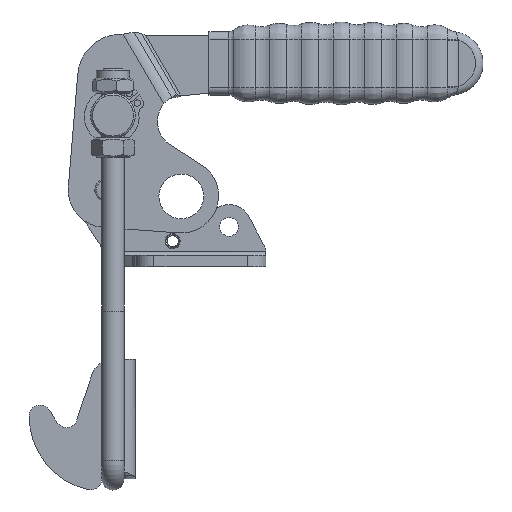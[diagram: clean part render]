
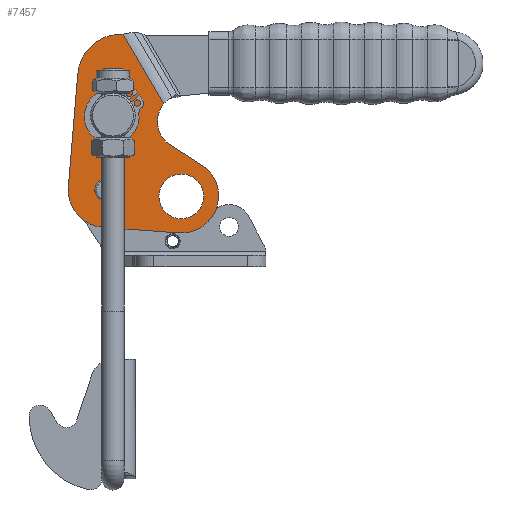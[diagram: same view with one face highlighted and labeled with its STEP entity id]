
A CAD part, front view. The second image highlights one B-rep face of the part: STEP entity #7457.
In plain terms, the highlighted planar face has unit normal (0, -1, 0).
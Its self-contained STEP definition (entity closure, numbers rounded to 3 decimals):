
#654=FACE_BOUND('',#1261,.T.);
#655=FACE_BOUND('',#1262,.T.);
#656=FACE_BOUND('',#1263,.T.);
#794=FACE_OUTER_BOUND('',#1260,.T.);
#1260=EDGE_LOOP('',(#5518,#5519,#5520,#5521,#5522,#5523,#5524,#5525,#5526));
#1261=EDGE_LOOP('',(#5527,#5528));
#1262=EDGE_LOOP('',(#5529,#5530));
#1263=EDGE_LOOP('',(#5531));
#1753=CIRCLE('',#8164,6.);
#1754=CIRCLE('',#8166,11.7);
#1755=CIRCLE('',#8167,10.);
#1756=CIRCLE('',#8168,10.);
#1757=CIRCLE('',#8169,7.695);
#1758=CIRCLE('',#8170,6.);
#1759=CIRCLE('',#8171,3.);
#1760=CIRCLE('',#8172,3.);
#1761=CIRCLE('',#8173,6.);
#2303=LINE('',#12123,#2811);
#2304=LINE('',#12125,#2812);
#2305=LINE('',#12129,#2813);
#2306=LINE('',#12133,#2814);
#2307=LINE('',#12137,#2815);
#2811=VECTOR('',#9453,10.);
#2812=VECTOR('',#9454,10.);
#2813=VECTOR('',#9457,10.);
#2814=VECTOR('',#9460,10.);
#2815=VECTOR('',#9463,10.);
#3344=VERTEX_POINT('',#12115);
#3345=VERTEX_POINT('',#12117);
#3346=VERTEX_POINT('',#12121);
#3347=VERTEX_POINT('',#12122);
#3348=VERTEX_POINT('',#12124);
#3349=VERTEX_POINT('',#12126);
#3350=VERTEX_POINT('',#12128);
#3351=VERTEX_POINT('',#12130);
#3352=VERTEX_POINT('',#12132);
#3353=VERTEX_POINT('',#12134);
#3354=VERTEX_POINT('',#12136);
#3355=VERTEX_POINT('',#12140);
#3356=VERTEX_POINT('',#12141);
#3357=VERTEX_POINT('',#12144);
#4136=EDGE_CURVE('',#3345,#3344,#1753,.T.);
#4138=EDGE_CURVE('',#3346,#3347,#2303,.T.);
#4139=EDGE_CURVE('',#3348,#3347,#2304,.T.);
#4140=EDGE_CURVE('',#3349,#3348,#1754,.T.);
#4141=EDGE_CURVE('',#3350,#3349,#2305,.T.);
#4142=EDGE_CURVE('',#3351,#3350,#1755,.T.);
#4143=EDGE_CURVE('',#3352,#3351,#2306,.T.);
#4144=EDGE_CURVE('',#3353,#3352,#1756,.T.);
#4145=EDGE_CURVE('',#3354,#3353,#2307,.T.);
#4146=EDGE_CURVE('',#3346,#3354,#1757,.T.);
#4147=EDGE_CURVE('',#3344,#3345,#1758,.T.);
#4148=EDGE_CURVE('',#3355,#3356,#1759,.T.);
#4149=EDGE_CURVE('',#3356,#3355,#1760,.T.);
#4150=EDGE_CURVE('',#3357,#3357,#1761,.T.);
#5518=ORIENTED_EDGE('',*,*,#4138,.T.);
#5519=ORIENTED_EDGE('',*,*,#4139,.F.);
#5520=ORIENTED_EDGE('',*,*,#4140,.F.);
#5521=ORIENTED_EDGE('',*,*,#4141,.F.);
#5522=ORIENTED_EDGE('',*,*,#4142,.F.);
#5523=ORIENTED_EDGE('',*,*,#4143,.F.);
#5524=ORIENTED_EDGE('',*,*,#4144,.F.);
#5525=ORIENTED_EDGE('',*,*,#4145,.F.);
#5526=ORIENTED_EDGE('',*,*,#4146,.F.);
#5527=ORIENTED_EDGE('',*,*,#4136,.T.);
#5528=ORIENTED_EDGE('',*,*,#4147,.T.);
#5529=ORIENTED_EDGE('',*,*,#4148,.T.);
#5530=ORIENTED_EDGE('',*,*,#4149,.T.);
#5531=ORIENTED_EDGE('',*,*,#4150,.T.);
#7257=PLANE('',#8165);
#7457=ADVANCED_FACE('',(#794,#654,#655,#656),#7257,.T.);
#8164=AXIS2_PLACEMENT_3D('',#12118,#9448,#9449);
#8165=AXIS2_PLACEMENT_3D('',#12120,#9451,#9452);
#8166=AXIS2_PLACEMENT_3D('',#12127,#9455,#9456);
#8167=AXIS2_PLACEMENT_3D('',#12131,#9458,#9459);
#8168=AXIS2_PLACEMENT_3D('',#12135,#9461,#9462);
#8169=AXIS2_PLACEMENT_3D('',#12138,#9464,#9465);
#8170=AXIS2_PLACEMENT_3D('',#12139,#9466,#9467);
#8171=AXIS2_PLACEMENT_3D('',#12142,#9468,#9469);
#8172=AXIS2_PLACEMENT_3D('',#12143,#9470,#9471);
#8173=AXIS2_PLACEMENT_3D('',#12145,#9472,#9473);
#9448=DIRECTION('center_axis',(0.,1.,0.));
#9449=DIRECTION('ref_axis',(-1.,0.,-0.017));
#9451=DIRECTION('center_axis',(0.,-1.,0.));
#9452=DIRECTION('ref_axis',(0.997,0.,-0.083));
#9453=DIRECTION('',(-0.502,0.,0.865));
#9454=DIRECTION('',(1.,0.,0.));
#9455=DIRECTION('center_axis',(0.,1.,0.));
#9456=DIRECTION('ref_axis',(0.,0.,
1.));
#9457=DIRECTION('',(0.083,0.,0.997));
#9458=DIRECTION('center_axis',(0.,1.,0.));
#9459=DIRECTION('ref_axis',(-0.997,0.,0.083));
#9460=DIRECTION('',(-0.997,0.,0.075));
#9461=DIRECTION('center_axis',(0.,1.,0.));
#9462=DIRECTION('ref_axis',(-0.074,0.,-0.997));
#9463=DIRECTION('',(0.838,0.,-0.546));
#9464=DIRECTION('center_axis',(0.,-1.,0.));
#9465=DIRECTION('ref_axis',(1.,0.,0.));
#9466=DIRECTION('center_axis',(0.,1.,0.));
#9467=DIRECTION('ref_axis',(-0.997,0.,0.083));
#9468=DIRECTION('center_axis',(0.,1.,0.));
#9469=DIRECTION('ref_axis',(-0.997,0.,0.083));
#9470=DIRECTION('center_axis',(0.,1.,0.));
#9471=DIRECTION('ref_axis',(-0.997,0.,0.083));
#9472=DIRECTION('center_axis',(0.,1.,0.));
#9473=DIRECTION('ref_axis',(-0.997,0.,0.083));
#12115=CARTESIAN_POINT('',(4.22,-6.5,24.838));
#12117=CARTESIAN_POINT('',(4.424,-6.5,12.84));
#12118=CARTESIAN_POINT('Origin',(4.322,-6.5,18.839));
#12120=CARTESIAN_POINT('Origin',(18.957,-6.5,44.648));
#12121=CARTESIAN_POINT('',(-0.419,-6.5,43.643));
#12122=CARTESIAN_POINT('',(-11.282,-6.5,62.359));
#12123=CARTESIAN_POINT('',(1.805,-6.5,39.812));
#12124=CARTESIAN_POINT('',(-11.788,-6.5,62.359));
#12125=CARTESIAN_POINT('',(77.392,-6.5,62.39));
#12126=CARTESIAN_POINT('',(-23.443,-6.5,51.628));
#12127=CARTESIAN_POINT('Origin',(-11.784,-6.5,50.659));
#12128=CARTESIAN_POINT('',(-25.959,-6.5,21.355));
#12129=CARTESIAN_POINT('',(-23.443,-6.5,51.628));
#12130=CARTESIAN_POINT('',(-16.738,-6.5,10.555));
#12131=CARTESIAN_POINT('Origin',(-15.993,-6.5,20.527));
#12132=CARTESIAN_POINT('',(3.592,-6.5,9.035));
#12133=CARTESIAN_POINT('',(-16.738,-6.5,10.555));
#12134=CARTESIAN_POINT('',(11.328,-6.5,26.156));
#12135=CARTESIAN_POINT('Origin',(4.336,-6.5,19.007));
#12136=CARTESIAN_POINT('',(0.245,-6.5,33.38));
#12137=CARTESIAN_POINT('',(11.328,-6.5,26.156));
#12138=CARTESIAN_POINT('Origin',(5.625,-6.5,38.881));
#12139=CARTESIAN_POINT('Origin',(4.322,-6.5,18.839));
#12140=CARTESIAN_POINT('',(-17.446,-6.5,22.914));
#12141=CARTESIAN_POINT('',(-12.675,-6.5,20.252));
#12142=CARTESIAN_POINT('Origin',(-15.664,-6.5,20.5));
#12143=CARTESIAN_POINT('Origin',(-15.664,-6.5,20.5));
#12144=CARTESIAN_POINT('',(-8.021,-6.5,40.031));
#12145=CARTESIAN_POINT('Origin',(-14.,-6.5,40.528));
